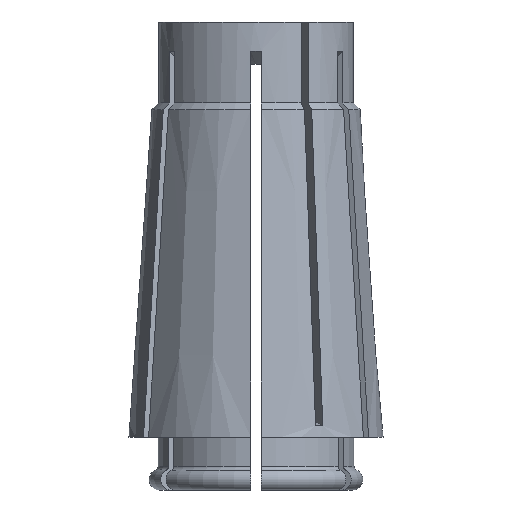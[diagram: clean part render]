
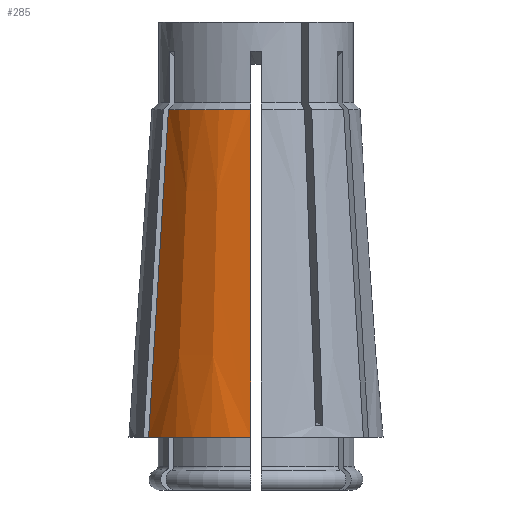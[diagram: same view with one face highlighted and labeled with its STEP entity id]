
A CAD part, front view. The second image highlights one B-rep face of the part: STEP entity #285.
In plain terms, the highlighted conical face has half-angle 4 degrees and reference radius 12.25 mm.
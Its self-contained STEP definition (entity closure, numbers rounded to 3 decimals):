
#87 = CARTESIAN_POINT ( 'NONE',  ( -0.5, -12.24, -40. ) ) ;
#105 = ORIENTED_EDGE ( 'NONE', *, *, #747, .F. ) ;
#106 = CARTESIAN_POINT ( 'NONE',  ( -0.5, -10.031, -8.444 ) ) ;
#151 = ORIENTED_EDGE ( 'NONE', *, *, #2897, .T. ) ;
#175 = DIRECTION ( 'NONE',  ( 0., 0., 1. ) ) ;
#210 = FACE_OUTER_BOUND ( 'NONE', #951, .T. ) ;
#285 = ADVANCED_FACE ( 'NONE', ( #210 ), #1686, .T. ) ;
#490 = CARTESIAN_POINT ( 'NONE',  ( 0., 0., -40. ) ) ;
#599 = CIRCLE ( 'NONE', #2429, 10.044 ) ;
#719 = CARTESIAN_POINT ( 'NONE',  ( -9.889, -6.287, -32.384 ) ) ;
#747 = EDGE_CURVE ( 'NONE', #3080, #2045, #599, .T. ) ;
#881 = CIRCLE ( 'NONE', #3550, 12.25 ) ;
#951 = EDGE_LOOP ( 'NONE', ( #1343, #3101, #151, #105 ) ) ;
#959 = CARTESIAN_POINT ( 'NONE',  ( -0.5, -12.048, -37.251 ) ) ;
#1248 = EDGE_CURVE ( 'NONE', #1564, #2142, #881, .T. ) ;
#1273 = CARTESIAN_POINT ( 'NONE',  ( -0.5, -11.431, -28.441 ) ) ;
#1334 = CARTESIAN_POINT ( 'NONE',  ( -8.965, -5.753, -17.153 ) ) ;
#1343 = ORIENTED_EDGE ( 'NONE', *, *, #3164, .F. ) ;
#1509 = AXIS2_PLACEMENT_3D ( 'NONE', #490, #2673, #1788 ) ;
#1564 = VERTEX_POINT ( 'NONE', #3017 ) ;
#1565 = CARTESIAN_POINT ( 'NONE',  ( -0.5, -10.39, -13.568 ) ) ;
#1640 = CARTESIAN_POINT ( 'NONE',  ( -8.613, -5.55, -11.347 ) ) ;
#1686 = CONICAL_SURFACE ( 'NONE', #1509, 12.25, 0.07 ) ;
#1758 = CARTESIAN_POINT ( 'NONE',  ( -0.5, -12.24, -40. ) ) ;
#1788 = DIRECTION ( 'NONE',  ( -1., 0., 0. ) ) ;
#1874 = CARTESIAN_POINT ( 'NONE',  ( -0.5, -10.151, -10.152 ) ) ;
#1943 = CARTESIAN_POINT ( 'NONE',  ( 0., 0., -8.444 ) ) ;
#2045 = VERTEX_POINT ( 'NONE', #2480 ) ;
#2142 = VERTEX_POINT ( 'NONE', #1758 ) ;
#2244 = DIRECTION ( 'NONE',  ( 1., 0., 0. ) ) ;
#2404 = B_SPLINE_CURVE_WITH_KNOTS ( 'NONE', 3,
 ( #87, #2444, #959, #3034, #1273, #3334, #1565, #3645, #1874, #106 ),
 .UNSPECIFIED., .F., .F.,
 ( 4, 3, 3, 4 ),
 ( 0.018, 0.022, 0.045, 0.05 ),
 .UNSPECIFIED. ) ;
#2429 = AXIS2_PLACEMENT_3D ( 'NONE', #1943, #175, #2244 ) ;
#2444 = CARTESIAN_POINT ( 'NONE',  ( -0.5, -12.144, -38.626 ) ) ;
#2459 = B_SPLINE_CURVE_WITH_KNOTS ( 'NONE', 3,
 ( #2784, #719, #3108, #1334, #3399, #1640, #3709 ),
 .UNSPECIFIED., .F., .F.,
 ( 4, 3, 4 ),
 ( 0., 0.023, 0.032 ),
 .UNSPECIFIED. ) ;
#2480 = CARTESIAN_POINT ( 'NONE',  ( -0.5, -10.031, -8.444 ) ) ;
#2673 = DIRECTION ( 'NONE',  ( 0., 0., -1. ) ) ;
#2772 = DIRECTION ( 'NONE',  ( 1., 0., 0. ) ) ;
#2782 = DIRECTION ( 'NONE',  ( 0., 0., 1. ) ) ;
#2783 = CARTESIAN_POINT ( 'NONE',  ( 0., 0., -40. ) ) ;
#2784 = CARTESIAN_POINT ( 'NONE',  ( -10.35, -6.553, -40. ) ) ;
#2897 = EDGE_CURVE ( 'NONE', #2142, #2045, #2404, .T. ) ;
#3017 = CARTESIAN_POINT ( 'NONE',  ( -10.35, -6.553, -40. ) ) ;
#3034 = CARTESIAN_POINT ( 'NONE',  ( -0.5, -11.951, -35.877 ) ) ;
#3080 = VERTEX_POINT ( 'NONE', #3624 ) ;
#3101 = ORIENTED_EDGE ( 'NONE', *, *, #1248, .T. ) ;
#3108 = CARTESIAN_POINT ( 'NONE',  ( -9.427, -6.02, -24.769 ) ) ;
#3164 = EDGE_CURVE ( 'NONE', #1564, #3080, #2459, .T. ) ;
#3334 = CARTESIAN_POINT ( 'NONE',  ( -0.5, -10.91, -21.004 ) ) ;
#3399 = CARTESIAN_POINT ( 'NONE',  ( -8.789, -5.652, -14.25 ) ) ;
#3550 = AXIS2_PLACEMENT_3D ( 'NONE', #2783, #2782, #2772 ) ;
#3624 = CARTESIAN_POINT ( 'NONE',  ( -8.437, -5.449, -8.444 ) ) ;
#3645 = CARTESIAN_POINT ( 'NONE',  ( -0.5, -10.27, -11.86 ) ) ;
#3709 = CARTESIAN_POINT ( 'NONE',  ( -8.437, -5.449, -8.444 ) ) ;
